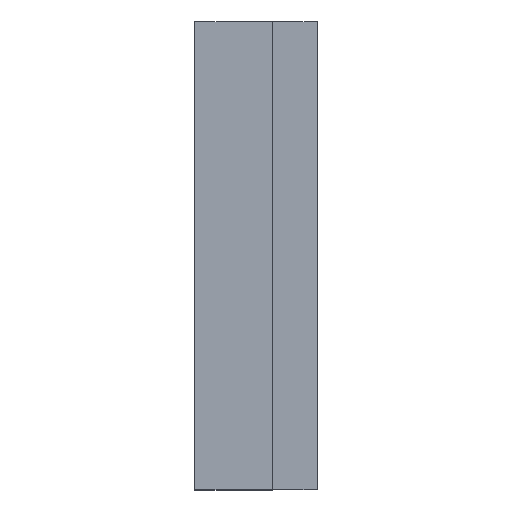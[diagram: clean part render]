
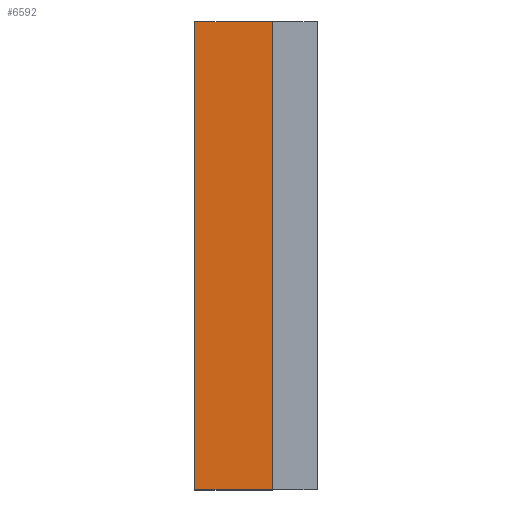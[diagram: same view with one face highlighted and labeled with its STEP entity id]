
A CAD part, left-side view. The second image highlights one B-rep face of the part: STEP entity #6592.
In plain terms, the highlighted planar face has unit normal (-1, 0, 0).
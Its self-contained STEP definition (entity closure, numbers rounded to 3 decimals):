
#123 = LINE ( 'NONE', #3012, #6753 ) ;
#676 = ORIENTED_EDGE ( 'NONE', *, *, #2028, .T. ) ;
#731 = VECTOR ( 'NONE', #4192, 1000. ) ;
#1103 = VERTEX_POINT ( 'NONE', #5867 ) ;
#1621 = VECTOR ( 'NONE', #8233, 1000. ) ;
#1757 = CARTESIAN_POINT ( 'NONE',  ( -4.275, 0.85, -1.625 ) ) ;
#2028 = EDGE_CURVE ( 'NONE', #5939, #7401, #7037, .T. ) ;
#2349 = ORIENTED_EDGE ( 'NONE', *, *, #5226, .T. ) ;
#2356 = ORIENTED_EDGE ( 'NONE', *, *, #4423, .F. ) ;
#2623 = EDGE_CURVE ( 'NONE', #5939, #1103, #3481, .T. ) ;
#2761 = FACE_OUTER_BOUND ( 'NONE', #5692, .T. ) ;
#2780 = ORIENTED_EDGE ( 'NONE', *, *, #2623, .F. ) ;
#3012 = CARTESIAN_POINT ( 'NONE',  ( -4.275, 0.31, -1.625 ) ) ;
#3289 = CARTESIAN_POINT ( 'NONE',  ( -4.275, 0.85, -1.625 ) ) ;
#3481 = LINE ( 'NONE', #3914, #5899 ) ;
#3914 = CARTESIAN_POINT ( 'NONE',  ( -4.275, 0.85, -1.625 ) ) ;
#3997 = PLANE ( 'NONE',  #4858 ) ;
#4151 = CARTESIAN_POINT ( 'NONE',  ( -4.275, 0.31, -1.625 ) ) ;
#4192 = DIRECTION ( 'NONE',  ( 0., -1., 0. ) ) ;
#4423 = EDGE_CURVE ( 'NONE', #1103, #8104, #5430, .T. ) ;
#4818 = CARTESIAN_POINT ( 'NONE',  ( -4.275, 0.85, 1.625 ) ) ;
#4858 = AXIS2_PLACEMENT_3D ( 'NONE', #3289, #7911, #5955 ) ;
#5226 = EDGE_CURVE ( 'NONE', #7401, #8104, #123, .T. ) ;
#5359 = DIRECTION ( 'NONE',  ( 0., 0., 1. ) ) ;
#5430 = LINE ( 'NONE', #4818, #731 ) ;
#5692 = EDGE_LOOP ( 'NONE', ( #2349, #2356, #2780, #676 ) ) ;
#5867 = CARTESIAN_POINT ( 'NONE',  ( -4.275, 0.85, 1.625 ) ) ;
#5899 = VECTOR ( 'NONE', #5359, 1000. ) ;
#5939 = VERTEX_POINT ( 'NONE', #6501 ) ;
#5955 = DIRECTION ( 'NONE',  ( 0., 0., -1. ) ) ;
#6322 = DIRECTION ( 'NONE',  ( 0., 0., 1. ) ) ;
#6501 = CARTESIAN_POINT ( 'NONE',  ( -4.275, 0.85, -1.625 ) ) ;
#6592 = ADVANCED_FACE ( 'NONE', ( #2761 ), #3997, .F. ) ;
#6753 = VECTOR ( 'NONE', #6322, 1000. ) ;
#6957 = CARTESIAN_POINT ( 'NONE',  ( -4.275, 0.31, 1.625 ) ) ;
#7037 = LINE ( 'NONE', #1757, #1621 ) ;
#7401 = VERTEX_POINT ( 'NONE', #4151 ) ;
#7911 = DIRECTION ( 'NONE',  ( 1., 0., 0. ) ) ;
#8104 = VERTEX_POINT ( 'NONE', #6957 ) ;
#8233 = DIRECTION ( 'NONE',  ( 0., -1., 0. ) ) ;
